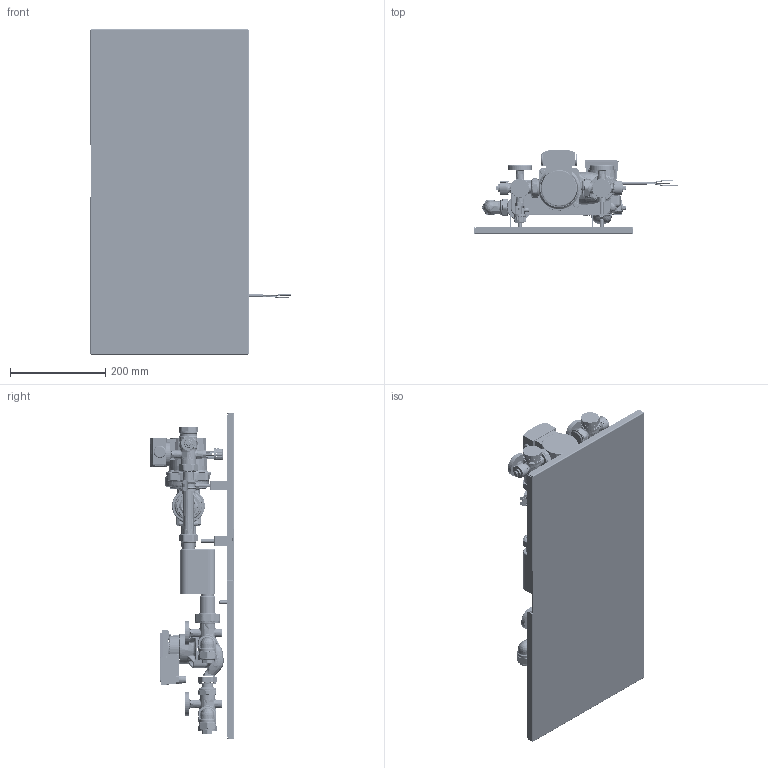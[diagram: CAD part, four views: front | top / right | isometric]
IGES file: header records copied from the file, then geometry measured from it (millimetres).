
Start section: START RECORD GO HERE.
Global section: file name: IGES_285060HE2_-_TST.igs; native system: DASSAULT SYSTEMES CATIA Version 5-6 Release 2016 - www.3ds.com; preprocessor: V5-6R2016_5.26.4.0.01-18-2017.20.00; author: advantage; organization: CALEFFI; date: 20180713.125639; units: millimetre
Bounding box: 427.99 x 177.3 x 684 mm (x, y, z)
Surface area: 1030940.7 mm2 (no closed solid volume)
Topology: 0 solids, 0 shells, 4936 faces, 25243 edges, 25083 vertices
Faces by surface type: revolution 2394, bspline 1704, plane 838
